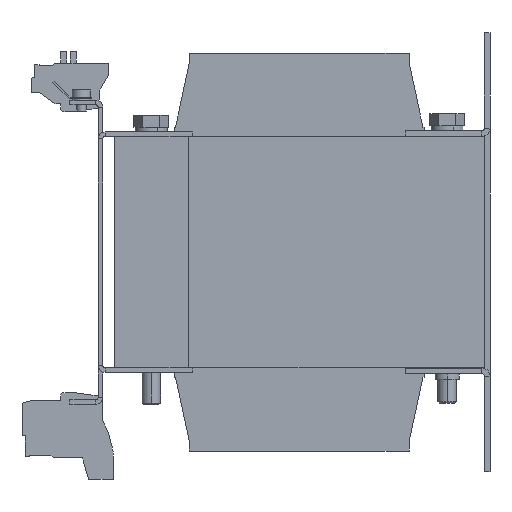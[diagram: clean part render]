
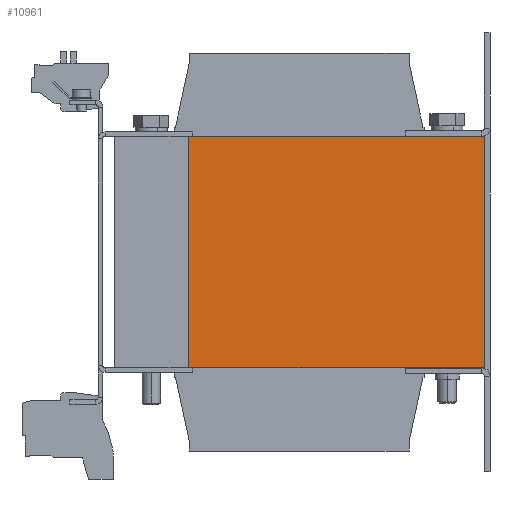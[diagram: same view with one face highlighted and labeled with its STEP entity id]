
A CAD part, left-side view. The second image highlights one B-rep face of the part: STEP entity #10961.
In plain terms, the highlighted planar face has unit normal (-1, 0, 0).
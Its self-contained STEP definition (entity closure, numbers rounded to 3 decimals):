
#8 = EDGE_CURVE ( 'NONE', #11487, #782, #13501, .T. ) ;
#166 = VERTEX_POINT ( 'NONE', #5249 ) ;
#410 = ORIENTED_EDGE ( 'NONE', *, *, #8, .F. ) ;
#458 = AXIS2_PLACEMENT_3D ( 'NONE', #12839, #4468, #2211 ) ;
#496 = CARTESIAN_POINT ( 'NONE',  ( -96., 48., 50. ) ) ;
#782 = VERTEX_POINT ( 'NONE', #7256 ) ;
#984 = EDGE_CURVE ( 'NONE', #12793, #9134, #11680, .T. ) ;
#1033 = CARTESIAN_POINT ( 'NONE',  ( -96., -80., 50. ) ) ;
#1181 = EDGE_LOOP ( 'NONE', ( #3900, #3670, #410, #6540, #11929, #6282 ) ) ;
#1241 = VECTOR ( 'NONE', #3274, 1000. ) ;
#1706 = CARTESIAN_POINT ( 'NONE',  ( -96., -80., 50. ) ) ;
#2211 = DIRECTION ( 'NONE',  ( 0., 1., 0. ) ) ;
#2380 = CARTESIAN_POINT ( 'NONE',  ( -96., 0., 50. ) ) ;
#2473 = VECTOR ( 'NONE', #8589, 1000. ) ;
#2613 = VECTOR ( 'NONE', #5672, 1000. ) ;
#3274 = DIRECTION ( 'NONE',  ( 0., -1., 0. ) ) ;
#3650 = LINE ( 'NONE', #9605, #2473 ) ;
#3670 = ORIENTED_EDGE ( 'NONE', *, *, #4432, .T. ) ;
#3900 = ORIENTED_EDGE ( 'NONE', *, *, #9572, .T. ) ;
#4432 = EDGE_CURVE ( 'NONE', #12580, #782, #8630, .T. ) ;
#4468 = DIRECTION ( 'NONE',  ( 1., 0., 0. ) ) ;
#4599 = EDGE_CURVE ( 'NONE', #12793, #166, #7153, .T. ) ;
#5249 = CARTESIAN_POINT ( 'NONE',  ( -96., 46.001, 50. ) ) ;
#5672 = DIRECTION ( 'NONE',  ( 0., 0., -1. ) ) ;
#6282 = ORIENTED_EDGE ( 'NONE', *, *, #984, .T. ) ;
#6540 = ORIENTED_EDGE ( 'NONE', *, *, #12104, .F. ) ;
#6682 = CARTESIAN_POINT ( 'NONE',  ( -96., 48., 50. ) ) ;
#7153 = LINE ( 'NONE', #2380, #12075 ) ;
#7256 = CARTESIAN_POINT ( 'NONE',  ( -96., -80., -50. ) ) ;
#7692 = DIRECTION ( 'NONE',  ( 0., -1., 0. ) ) ;
#7714 = DIRECTION ( 'NONE',  ( 0., -1., 0. ) ) ;
#8013 = LINE ( 'NONE', #11880, #13434 ) ;
#8589 = DIRECTION ( 'NONE',  ( 0., -1., 0. ) ) ;
#8630 = LINE ( 'NONE', #11652, #1241 ) ;
#9134 = VERTEX_POINT ( 'NONE', #10161 ) ;
#9572 = EDGE_CURVE ( 'NONE', #9134, #12580, #3650, .T. ) ;
#9605 = CARTESIAN_POINT ( 'NONE',  ( -96., 0., -50. ) ) ;
#10025 = FACE_OUTER_BOUND ( 'NONE', #1181, .T. ) ;
#10161 = CARTESIAN_POINT ( 'NONE',  ( -96., 48., -50. ) ) ;
#10961 = ADVANCED_FACE ( 'NONE', ( #10025 ), #11736, .F. ) ;
#11140 = DIRECTION ( 'NONE',  ( 0., 0., -1. ) ) ;
#11487 = VERTEX_POINT ( 'NONE', #1033 ) ;
#11652 = CARTESIAN_POINT ( 'NONE',  ( -96., 0., -50. ) ) ;
#11680 = LINE ( 'NONE', #496, #2613 ) ;
#11695 = CARTESIAN_POINT ( 'NONE',  ( -96., 46.001, -50. ) ) ;
#11736 = PLANE ( 'NONE',  #458 ) ;
#11880 = CARTESIAN_POINT ( 'NONE',  ( -96., 0., 50. ) ) ;
#11929 = ORIENTED_EDGE ( 'NONE', *, *, #4599, .F. ) ;
#12075 = VECTOR ( 'NONE', #7692, 1000. ) ;
#12104 = EDGE_CURVE ( 'NONE', #166, #11487, #8013, .T. ) ;
#12580 = VERTEX_POINT ( 'NONE', #11695 ) ;
#12793 = VERTEX_POINT ( 'NONE', #6682 ) ;
#12839 = CARTESIAN_POINT ( 'NONE',  ( -96., 0., 50. ) ) ;
#13010 = VECTOR ( 'NONE', #11140, 1000. ) ;
#13434 = VECTOR ( 'NONE', #7714, 1000. ) ;
#13501 = LINE ( 'NONE', #1706, #13010 ) ;
